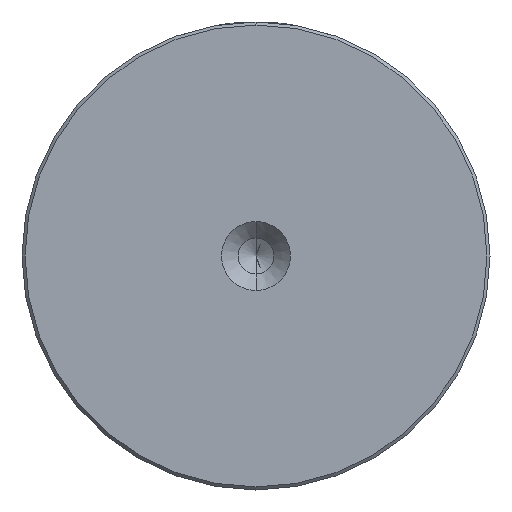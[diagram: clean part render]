
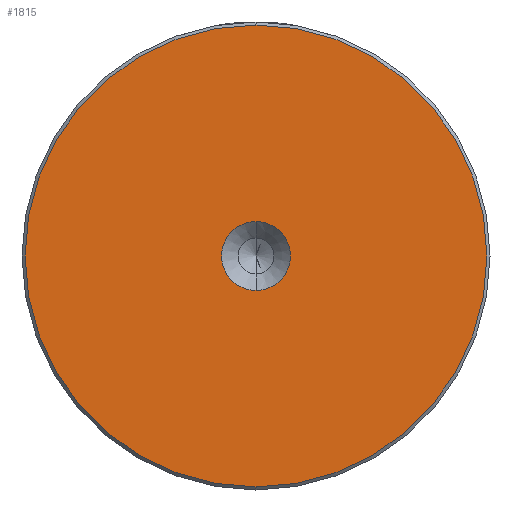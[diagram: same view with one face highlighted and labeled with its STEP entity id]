
A CAD part, left-side view. The second image highlights one B-rep face of the part: STEP entity #1815.
In plain terms, the highlighted planar face has unit normal (-1, 0, 0).
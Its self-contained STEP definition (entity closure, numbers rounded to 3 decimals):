
#7 = EDGE_CURVE ( 'NONE', #1212, #1709, #1682, .T. ) ;
#77 = ORIENTED_EDGE ( 'NONE', *, *, #1467, .F. ) ;
#208 = DIRECTION ( 'NONE',  ( -1., 0., 0. ) ) ;
#243 = VERTEX_POINT ( 'NONE', #2099 ) ;
#310 = VERTEX_POINT ( 'NONE', #988 ) ;
#381 = DIRECTION ( 'NONE',  ( 0., 0., 1. ) ) ;
#473 = CARTESIAN_POINT ( 'NONE',  ( 0., 0., 0. ) ) ;
#482 = CARTESIAN_POINT ( 'NONE',  ( 0., 0., 37.5 ) ) ;
#597 = CARTESIAN_POINT ( 'NONE',  ( 0., 0., -37.5 ) ) ;
#674 = ORIENTED_EDGE ( 'NONE', *, *, #2254, .T. ) ;
#693 = DIRECTION ( 'NONE',  ( -1., 0., 0. ) ) ;
#696 = DIRECTION ( 'NONE',  ( -1., 0., 0. ) ) ;
#775 = EDGE_LOOP ( 'NONE', ( #1095, #674 ) ) ;
#805 = CARTESIAN_POINT ( 'NONE',  ( 0., 0., 0. ) ) ;
#850 = PLANE ( 'NONE',  #1043 ) ;
#988 = CARTESIAN_POINT ( 'NONE',  ( 0., 0., 5.6 ) ) ;
#991 = DIRECTION ( 'NONE',  ( 0., 0., 1. ) ) ;
#1037 = CARTESIAN_POINT ( 'NONE',  ( 0., 0., 0. ) ) ;
#1043 = AXIS2_PLACEMENT_3D ( 'NONE', #1037, #2391, #1233 ) ;
#1066 = ORIENTED_EDGE ( 'NONE', *, *, #2136, .F. ) ;
#1095 = ORIENTED_EDGE ( 'NONE', *, *, #7, .T. ) ;
#1113 = CIRCLE ( 'NONE', #1404, 37.5 ) ;
#1212 = VERTEX_POINT ( 'NONE', #597 ) ;
#1233 = DIRECTION ( 'NONE',  ( 0., 0., 1. ) ) ;
#1263 = FACE_OUTER_BOUND ( 'NONE', #775, .T. ) ;
#1271 = CIRCLE ( 'NONE', #2059, 5.6 ) ;
#1404 = AXIS2_PLACEMENT_3D ( 'NONE', #1850, #696, #2051 ) ;
#1467 = EDGE_CURVE ( 'NONE', #310, #243, #1271, .T. ) ;
#1682 = CIRCLE ( 'NONE', #2523, 37.5 ) ;
#1709 = VERTEX_POINT ( 'NONE', #482 ) ;
#1723 = FACE_BOUND ( 'NONE', #2310, .T. ) ;
#1815 = ADVANCED_FACE ( 'NONE', ( #1263, #1723 ), #850, .T. ) ;
#1845 = CARTESIAN_POINT ( 'NONE',  ( 0., 0., 0. ) ) ;
#1850 = CARTESIAN_POINT ( 'NONE',  ( 0., 0., 0. ) ) ;
#2047 = DIRECTION ( 'NONE',  ( 0., 0., 1. ) ) ;
#2051 = DIRECTION ( 'NONE',  ( 0., 0., 1. ) ) ;
#2059 = AXIS2_PLACEMENT_3D ( 'NONE', #1845, #693, #2047 ) ;
#2099 = CARTESIAN_POINT ( 'NONE',  ( 0., 0., -5.6 ) ) ;
#2136 = EDGE_CURVE ( 'NONE', #243, #310, #2325, .T. ) ;
#2156 = DIRECTION ( 'NONE',  ( -1., 0., 0. ) ) ;
#2254 = EDGE_CURVE ( 'NONE', #1709, #1212, #1113, .T. ) ;
#2310 = EDGE_LOOP ( 'NONE', ( #77, #1066 ) ) ;
#2325 = CIRCLE ( 'NONE', #2495, 5.6 ) ;
#2391 = DIRECTION ( 'NONE',  ( -1., 0., 0. ) ) ;
#2495 = AXIS2_PLACEMENT_3D ( 'NONE', #805, #2156, #991 ) ;
#2523 = AXIS2_PLACEMENT_3D ( 'NONE', #473, #208, #381 ) ;
